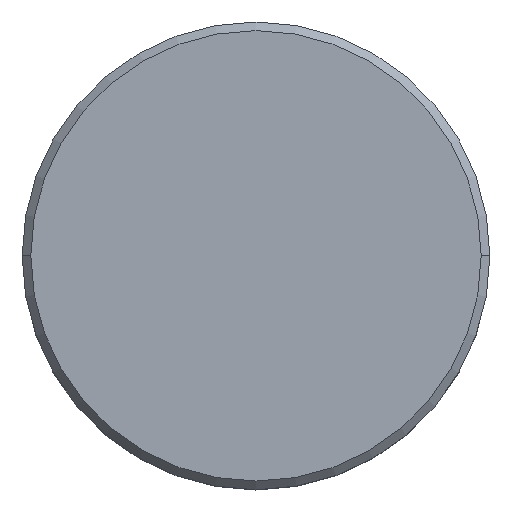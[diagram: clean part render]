
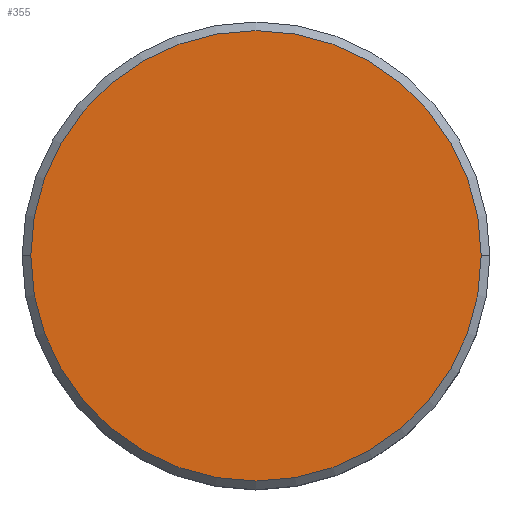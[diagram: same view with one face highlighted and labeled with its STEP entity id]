
A CAD part, top view. The second image highlights one B-rep face of the part: STEP entity #355.
In plain terms, the highlighted planar face has unit normal (0, 0, 1).
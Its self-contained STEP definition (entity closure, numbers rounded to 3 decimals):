
#11 = CARTESIAN_POINT ( 'NONE',  ( 13., 0., 0. ) ) ;
#35 = DIRECTION ( 'NONE',  ( 0., 0., 1. ) ) ;
#47 = ORIENTED_EDGE ( 'NONE', *, *, #340, .T. ) ;
#79 = FACE_OUTER_BOUND ( 'NONE', #169, .T. ) ;
#82 = PLANE ( 'NONE',  #256 ) ;
#169 = EDGE_LOOP ( 'NONE', ( #362, #47 ) ) ;
#174 = CARTESIAN_POINT ( 'NONE',  ( 0., 0., 0. ) ) ;
#256 = AXIS2_PLACEMENT_3D ( 'NONE', #439, #35, #310 ) ;
#266 = AXIS2_PLACEMENT_3D ( 'NONE', #174, #349, #537 ) ;
#310 = DIRECTION ( 'NONE',  ( 1., 0., 0. ) ) ;
#340 = EDGE_CURVE ( 'NONE', #409, #582, #527, .T. ) ;
#349 = DIRECTION ( 'NONE',  ( 0., 0., 1. ) ) ;
#355 = ADVANCED_FACE ( 'NONE', ( #79 ), #82, .T. ) ;
#362 = ORIENTED_EDGE ( 'NONE', *, *, #414, .T. ) ;
#372 = DIRECTION ( 'NONE',  ( 0., 0., 1. ) ) ;
#379 = DIRECTION ( 'NONE',  ( 1., 0., 0. ) ) ;
#395 = CIRCLE ( 'NONE', #491, 13. ) ;
#409 = VERTEX_POINT ( 'NONE', #11 ) ;
#414 = EDGE_CURVE ( 'NONE', #582, #409, #395, .T. ) ;
#421 = CARTESIAN_POINT ( 'NONE',  ( 0., 0., 0. ) ) ;
#439 = CARTESIAN_POINT ( 'NONE',  ( 0., 0., 0. ) ) ;
#491 = AXIS2_PLACEMENT_3D ( 'NONE', #421, #372, #379 ) ;
#527 = CIRCLE ( 'NONE', #266, 13. ) ;
#537 = DIRECTION ( 'NONE',  ( 1., 0., 0. ) ) ;
#581 = CARTESIAN_POINT ( 'NONE',  ( -13., 0., 0. ) ) ;
#582 = VERTEX_POINT ( 'NONE', #581 ) ;
